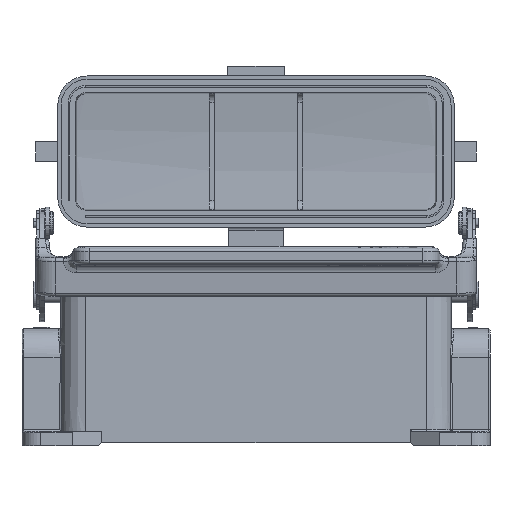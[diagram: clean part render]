
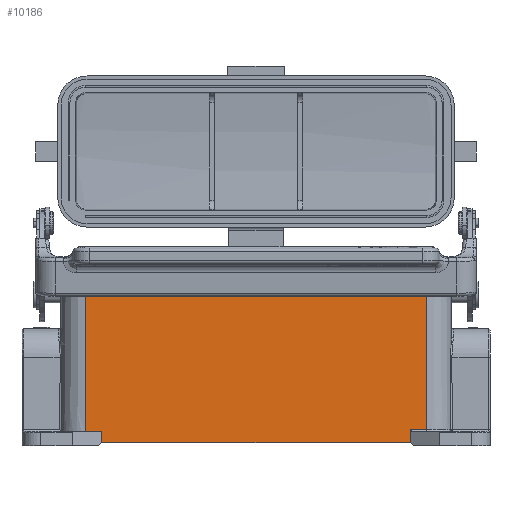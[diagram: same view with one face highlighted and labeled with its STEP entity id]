
A CAD part, left-side view. The second image highlights one B-rep face of the part: STEP entity #10186.
In plain terms, the highlighted planar face has unit normal (-1, 0, 0.009).
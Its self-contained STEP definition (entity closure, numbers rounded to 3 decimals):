
#3612=LINE('',#65756,#6086);
#3667=LINE('',#66217,#6141);
#3672=LINE('',#66231,#6146);
#3680=LINE('',#66260,#6154);
#3683=LINE('',#66267,#6157);
#3824=LINE('',#66979,#6298);
#3839=LINE('',#67135,#6313);
#3842=LINE('',#67160,#6316);
#3843=LINE('',#67162,#6317);
#3844=LINE('',#67164,#6318);
#3845=LINE('',#67165,#6319);
#3846=LINE('',#67167,#6320);
#6086=VECTOR('',#43193,1.);
#6141=VECTOR('',#43408,1.);
#6146=VECTOR('',#43421,1.);
#6154=VECTOR('',#43447,1.);
#6157=VECTOR('',#43452,1.);
#6298=VECTOR('',#43835,1.);
#6313=VECTOR('',#43890,1.);
#6316=VECTOR('',#43919,1.);
#6317=VECTOR('',#43922,1.);
#6318=VECTOR('',#43923,1.);
#6319=VECTOR('',#43924,1.);
#6320=VECTOR('',#43925,1.);
#10186=ADVANCED_FACE('',(#12794),#11276,.T.);
#11276=PLANE('',#36954);
#12794=FACE_OUTER_BOUND('',#14783,.T.);
#14783=EDGE_LOOP('',(#22984,#22985,#22986,#22987,#22988,#22989,#22990,#22991,
#22992,#22993,#22994,#22995));
#22984=ORIENTED_EDGE('',*,*,#32615,.T.);
#22985=ORIENTED_EDGE('',*,*,#32627,.T.);
#22986=ORIENTED_EDGE('',*,*,#32628,.T.);
#22987=ORIENTED_EDGE('',*,*,#32213,.T.);
#22988=ORIENTED_EDGE('',*,*,#32629,.F.);
#22989=ORIENTED_EDGE('',*,*,#32630,.T.);
#22990=ORIENTED_EDGE('',*,*,#32331,.T.);
#22991=ORIENTED_EDGE('',*,*,#32338,.F.);
#22992=ORIENTED_EDGE('',*,*,#32350,.F.);
#22993=ORIENTED_EDGE('',*,*,#32353,.T.);
#22994=ORIENTED_EDGE('',*,*,#32584,.T.);
#22995=ORIENTED_EDGE('',*,*,#32626,.T.);
#27695=VERTEX_POINT('',#65755);
#27696=VERTEX_POINT('',#65757);
#27773=VERTEX_POINT('',#66216);
#27774=VERTEX_POINT('',#66218);
#27778=VERTEX_POINT('',#66230);
#27785=VERTEX_POINT('',#66261);
#27787=VERTEX_POINT('',#66266);
#27940=VERTEX_POINT('',#66978);
#27956=VERTEX_POINT('',#67134);
#27957=VERTEX_POINT('',#67136);
#27962=VERTEX_POINT('',#67163);
#27963=VERTEX_POINT('',#67166);
#32213=EDGE_CURVE('',#27696,#27695,#3612,.T.);
#32331=EDGE_CURVE('',#27774,#27773,#3667,.T.);
#32338=EDGE_CURVE('',#27778,#27773,#3672,.T.);
#32350=EDGE_CURVE('',#27785,#27778,#3680,.T.);
#32353=EDGE_CURVE('',#27785,#27787,#3683,.T.);
#32584=EDGE_CURVE('',#27787,#27940,#3824,.T.);
#32615=EDGE_CURVE('',#27957,#27956,#3839,.T.);
#32626=EDGE_CURVE('',#27940,#27957,#3842,.T.);
#32627=EDGE_CURVE('',#27956,#27962,#3843,.T.);
#32628=EDGE_CURVE('',#27962,#27696,#3844,.T.);
#32629=EDGE_CURVE('',#27963,#27695,#3845,.T.);
#32630=EDGE_CURVE('',#27963,#27774,#3846,.T.);
#36954=AXIS2_PLACEMENT_3D('',#67168,#43926,#43927);
#43193=DIRECTION('',(0.,1.,0.));
#43408=DIRECTION('',(-0.009,0.,-1.));
#43421=DIRECTION('',(0.,1.,0.));
#43447=DIRECTION('',(0.009,0.,1.));
#43452=DIRECTION('',(0.,-1.,0.));
#43835=DIRECTION('',(0.009,0.,1.));
#43890=DIRECTION('',(0.009,0.,1.));
#43919=DIRECTION('',(0.,-1.,0.));
#43922=DIRECTION('',(0.,1.,0.));
#43923=DIRECTION('',(-0.009,0.,-1.));
#43924=DIRECTION('',(-0.009,0.,-1.));
#43925=DIRECTION('',(0.,1.,0.));
#43926=DIRECTION('',(-1.,0.,0.009));
#43927=DIRECTION('',(0.,1.,0.));
#65755=CARTESIAN_POINT('',(-21.526,1.6,48.));
#65756=CARTESIAN_POINT('',(-21.526,-1.6,48.));
#65757=CARTESIAN_POINT('',(-21.526,-1.6,48.));
#66216=CARTESIAN_POINT('',(-21.906,52.5,4.5));
#66217=CARTESIAN_POINT('',(-21.5,52.5,51.));
#66218=CARTESIAN_POINT('',(-21.5,52.5,51.));
#66230=CARTESIAN_POINT('',(-21.906,47.5,4.5));
#66231=CARTESIAN_POINT('',(-21.906,47.5,4.5));
#66260=CARTESIAN_POINT('',(-21.936,47.5,1.));
#66261=CARTESIAN_POINT('',(-21.936,47.5,1.));
#66266=CARTESIAN_POINT('',(-21.936,-47.5,1.));
#66267=CARTESIAN_POINT('',(-21.936,47.5,1.));
#66978=CARTESIAN_POINT('',(-21.901,-47.5,4.996));
#66979=CARTESIAN_POINT('',(-21.936,-47.5,1.));
#67134=CARTESIAN_POINT('',(-21.5,-52.5,51.));
#67135=CARTESIAN_POINT('',(-21.901,-52.5,4.996));
#67136=CARTESIAN_POINT('',(-21.901,-52.5,4.996));
#67160=CARTESIAN_POINT('',(-21.901,-47.5,4.996));
#67162=CARTESIAN_POINT('',(-21.5,-52.5,51.));
#67163=CARTESIAN_POINT('',(-21.5,-1.6,51.));
#67164=CARTESIAN_POINT('',(-21.5,-1.6,51.));
#67165=CARTESIAN_POINT('',(-21.5,1.6,51.));
#67166=CARTESIAN_POINT('',(-21.5,1.6,51.));
#67167=CARTESIAN_POINT('',(-21.5,1.6,51.));
#67168=CARTESIAN_POINT('',(-21.5,55.148,51.));
